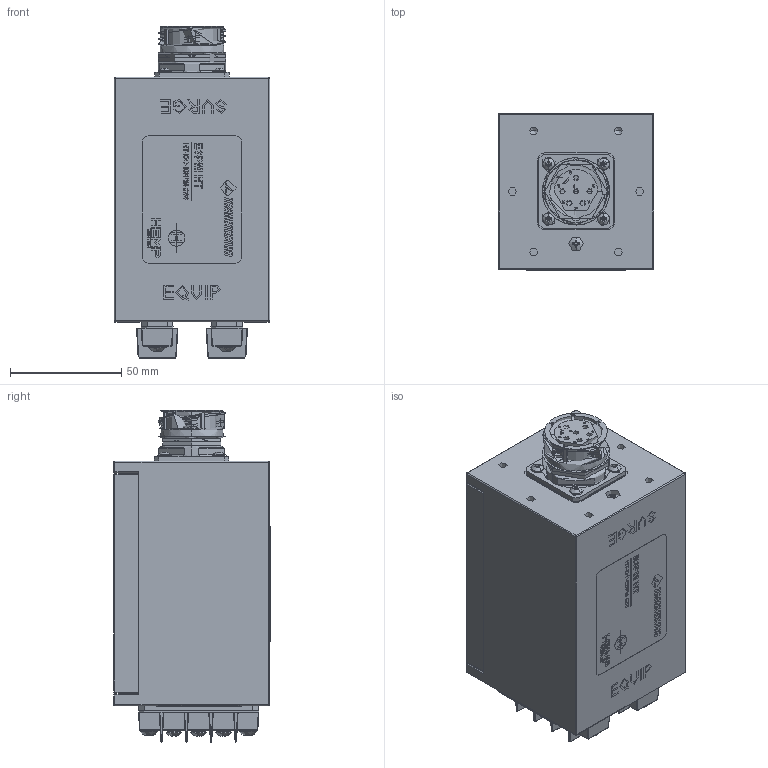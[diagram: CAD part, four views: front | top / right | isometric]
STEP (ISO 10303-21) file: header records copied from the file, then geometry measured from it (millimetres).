
FILE_DESCRIPTION (( 'STEP AP214' ), '1' );
FILE_NAME ('HT-DO-E3PM-283-E.STEP', '2019-01-28T19:44:09', ( '' ), ( '' ), 'SwSTEP 2.0', 'SolidWorks 2018', '' );
FILE_SCHEMA (( 'AUTOMOTIVE_DESIGN' ));
Length unit declared in the file: inch
Products named in the file (64): HT-DO-E3PM-283-E; 2021-331; 12AWG_SOCKET^2500-582; 2003-3451-1; 4100-1033; 2102-419_93310A196; 2102-419; 4100-1062^HT-DO-E3PM-283; 2021-334; 2003-3032; 4100-1044_4100-1044; 4100-1026; 2102-420; 2105-589; 2021-331_Alternate; 4100-1041; 2103-180; D38999-20WE6PN^2500-582; SHELL17_INSERT_BUSHING^2500-582; 2102-416; 4100-1044; 2003-3032_EDC; 2102-420_94518A220; 2103-180_98019A309; 2102-100; 2500-582; 2102-416_93310A108; 2003-3032_BAF
Assembly tree (51 placements, depth 3):
  HT-DO-E3PM-283-E
    2021-334
    2021-331_Alternate
    4100-1026
    4100-1044_4100-1044
    2500-582
      D38999-20WE6PN^2500-582
      SHELL17_INSERT_BUSHING^2500-582
      12AWG_SOCKET^2500-582  x6
    4100-1062^HT-DO-E3PM-283
    4100-1033  x2
    2105-589  x2
    2102-419_93310A196  x4
    2102-416_93310A108  x4
    2103-180_98019A309  x4
    2102-420_94518A220  x6
    4100-1041  x2
    2102-100  x2
    2003-3032_BAF
    2003-3032_EDC
    2003-3451-1
  2021-331
  12AWG_SOCKET^2500-582
  2003-3451-1
  4100-1033
Bounding box: 69.85 x 70.21 x 149.06 mm (x, y, z)
Volume: 266772.7 mm3; surface area: 134790.9 mm2
Topology: 58 solids, 58 shells, 5857 faces, 15080 edges, 9537 vertices
Faces by surface type: plane 2190, cylinder 1949, cone 1157, bspline 341, torus 172, sphere 48
Entity records: 153040 total; most frequent: CARTESIAN_POINT 55285, ORIENTED_EDGE 18332, DIRECTION 14349, EDGE_CURVE 9166, VERTEX_POINT 5983, VECTOR 5305, LINE 5305, AXIS2_PLACEMENT_3D 4522
